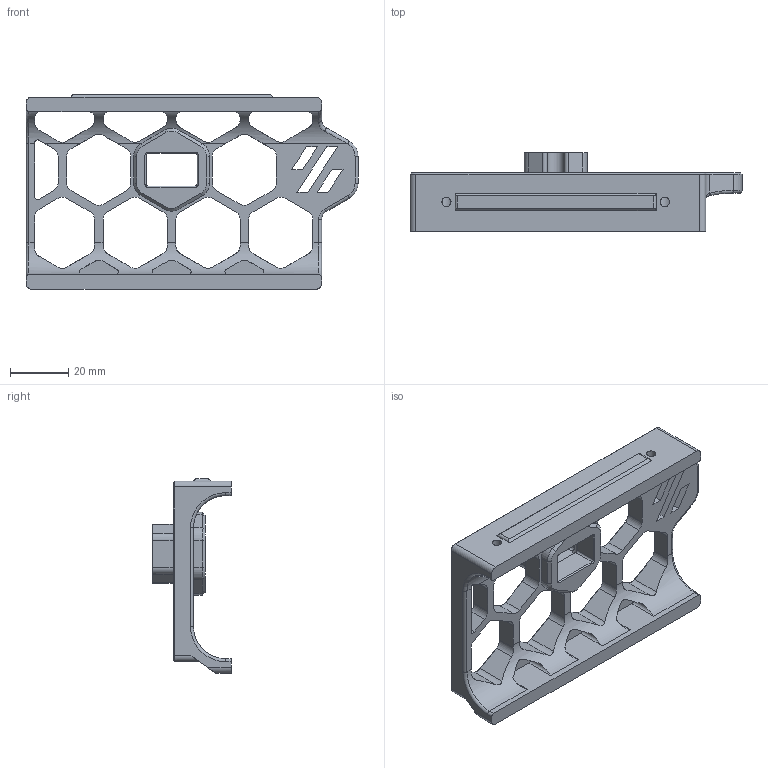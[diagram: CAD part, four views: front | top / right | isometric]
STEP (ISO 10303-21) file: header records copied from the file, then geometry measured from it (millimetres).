
FILE_DESCRIPTION(/* description */ (''),/* implementation_level */ '2;1');
FILE_NAME(/* name */ 'USB_Skirt_Insert_Addendum.step',/* time_stamp */ '2024-05-04T23:18:45-07:00',/* author */ (''),/* organization */ (''),/* preprocessor_version */ 'ST-DEVELOPER v20',/* originating_system */ 'Autodesk Translation Framework v12.20.1.177',/* authorisation */ '');
FILE_SCHEMA (('AUTOMOTIVE_DESIGN { 1 0 10303 214 3 1 1 }'));
Length unit declared in the file: millimetre
Products named in the file (3): USB_Hex_Insert; USB_Hex_Insert_1; Front_Skirt_Trident_250 v1
Assembly tree (2 placements, depth 2):
  USB_Hex_Insert
    USB_Hex_Insert_1
    Front_Skirt_Trident_250 v1
Bounding box: 114 x 27 x 66.8 mm (x, y, z)
Volume: 36047.7 mm3; surface area: 23544.8 mm2
Topology: 2 solids, 2 shells, 462 faces, 1214 edges, 744 vertices
Faces by surface type: plane 231, cylinder 138, cone 84, torus 7, bspline 2
Full cylindrical faces by diameter (mm): 1.85 x2, 2.9 x2, 3.2 x2, 4.7 x1, 6 x2
Entity records: 14792 total; most frequent: CARTESIAN_POINT 3128, DIRECTION 2452, ORIENTED_EDGE 2428, EDGE_CURVE 1214, AXIS2_PLACEMENT_3D 836, LINE 780, VECTOR 780, VERTEX_POINT 744
